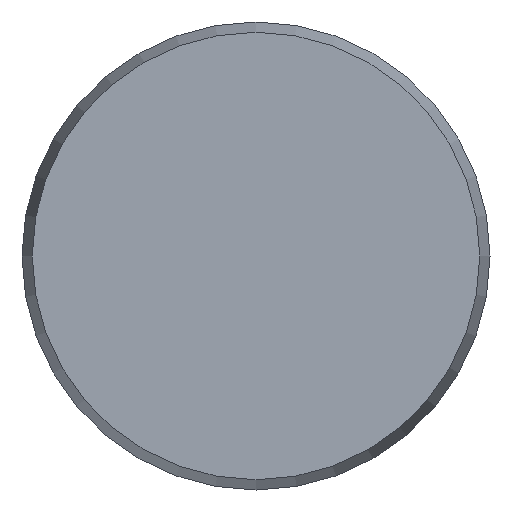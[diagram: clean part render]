
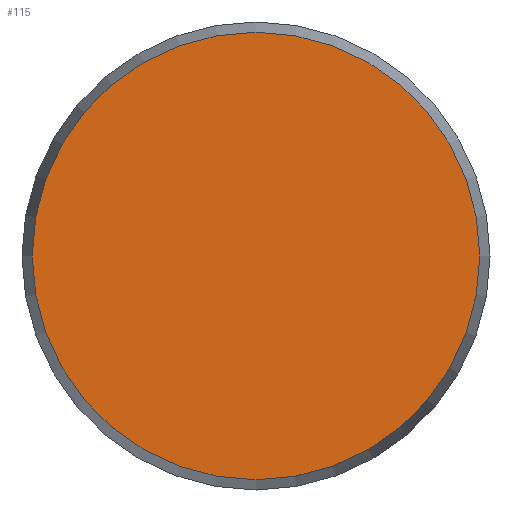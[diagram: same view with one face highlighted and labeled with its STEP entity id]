
A CAD part, front view. The second image highlights one B-rep face of the part: STEP entity #115.
In plain terms, the highlighted planar face has unit normal (0, -1, 0).
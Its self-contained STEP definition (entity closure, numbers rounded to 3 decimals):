
#115 = ADVANCED_FACE( '', ( #251 ), #252, .F. );
#251 = FACE_OUTER_BOUND( '', #440, .T. );
#252 = PLANE( '', #441 );
#440 = EDGE_LOOP( '', ( #688 ) );
#441 = AXIS2_PLACEMENT_3D( '', #689, #690, #691 );
#688 = ORIENTED_EDGE( '', *, *, #919, .T. );
#689 = CARTESIAN_POINT( '', ( 38.25, 0., 0. ) );
#690 = DIRECTION( '', ( 0., 1., 0. ) );
#691 = DIRECTION( '', ( 0., 0., 1. ) );
#919 = EDGE_CURVE( '', #1083, #1083, #1084, .T. );
#1083 = VERTEX_POINT( '', #1370 );
#1084 = CIRCLE( '', #1371, 38.25 );
#1370 = CARTESIAN_POINT( '', ( 0., 0., -38.25 ) );
#1371 = AXIS2_PLACEMENT_3D( '', #1584, #1585, #1586 );
#1584 = CARTESIAN_POINT( '', ( 0., 0., 0. ) );
#1585 = DIRECTION( '', ( 0., -1., 0. ) );
#1586 = DIRECTION( '', ( 0., 0., -1. ) );
